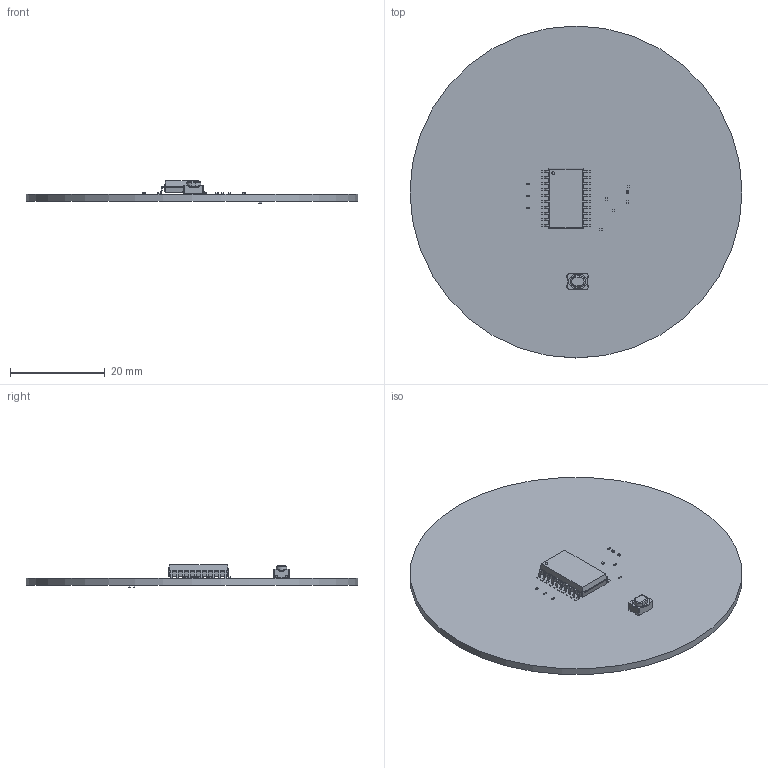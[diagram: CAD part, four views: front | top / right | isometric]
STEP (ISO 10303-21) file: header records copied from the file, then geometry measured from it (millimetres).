
FILE_DESCRIPTION(('KiCad electronic assembly'),'2;1');
FILE_NAME('tal watch.step','2025-10-14T21:11:20',('Pcbnew'),('Kicad'), 'Open CASCADE STEP processor 7.9','KiCad to STEP converter','Unknown' );
FILE_SCHEMA(('AUTOMOTIVE_DESIGN { 1 0 10303 214 1 1 1 1 }'));
Length unit declared in the file: millimetre
Products named in the file (6): tal watch 1; R_0201_0603Metric; SOIC-20W_7.5x12.8mm_P1.27mm; C_0201_0603Metric; SW_SPST_PTS810; tal watch_PCB
Assembly tree (14 placements, depth 2):
  tal watch 1
    R_0201_0603Metric  x8
    SOIC-20W_7.5x12.8mm_P1.27mm
    C_0201_0603Metric  x3
    SW_SPST_PTS810
    tal watch_PCB
Bounding box: 69.95 x 69.95 x 4.73 mm (x, y, z)
Volume: 6066.7 mm3; surface area: 8431.5 mm2
Topology: 14 solids, 14 shells, 698 faces, 1860 edges, 1199 vertices
Faces by surface type: plane 485, cylinder 195, bspline 16, torus 2
Full cylindrical faces by diameter (mm): 69.951 x1
Entity records: 18606 total; most frequent: CARTESIAN_POINT 2582, ORIENTED_EDGE 2480, DIRECTION 2375, EDGE_CURVE 1240, LINE 975, VECTOR 975, VERTEX_POINT 795, AXIS2_PLACEMENT_3D 700
